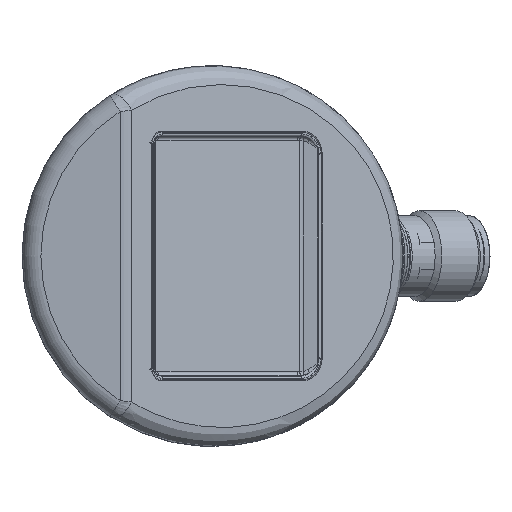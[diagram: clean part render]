
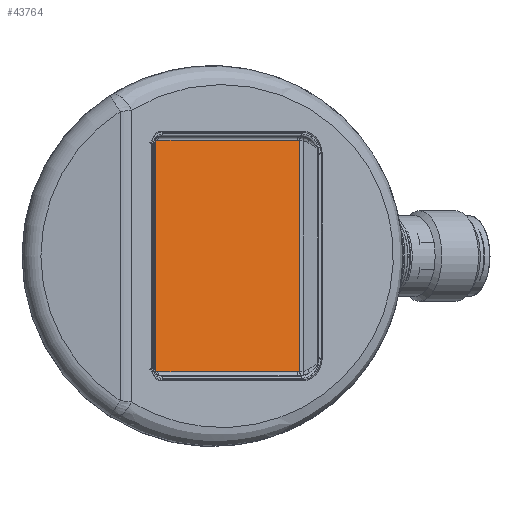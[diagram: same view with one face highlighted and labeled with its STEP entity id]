
A CAD part, front view. The second image highlights one B-rep face of the part: STEP entity #43764.
In plain terms, the highlighted planar face has unit normal (0.5, -0.866, 0).
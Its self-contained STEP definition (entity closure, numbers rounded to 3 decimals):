
#2616=LINE('',#55530,#4754);
#2617=LINE('',#55534,#4755);
#2618=LINE('',#55538,#4756);
#2619=LINE('',#55542,#4757);
#4754=VECTOR('',#48229,1000.);
#4755=VECTOR('',#48232,1000.);
#4756=VECTOR('',#48235,1000.);
#4757=VECTOR('',#48238,1000.);
#6892=ORIENTED_EDGE('',*,*,#16204,.T.);
#6893=ORIENTED_EDGE('',*,*,#16205,.T.);
#6894=ORIENTED_EDGE('',*,*,#16206,.T.);
#6895=ORIENTED_EDGE('',*,*,#16207,.T.);
#6896=ORIENTED_EDGE('',*,*,#16208,.T.);
#6897=ORIENTED_EDGE('',*,*,#16209,.T.);
#6898=ORIENTED_EDGE('',*,*,#16210,.T.);
#6899=ORIENTED_EDGE('',*,*,#16211,.T.);
#16204=EDGE_CURVE('',#20860,#20861,#23944,.F.);
#16205=EDGE_CURVE('',#20861,#20862,#2616,.T.);
#16206=EDGE_CURVE('',#20862,#20863,#23945,.F.);
#16207=EDGE_CURVE('',#20863,#20864,#2617,.T.);
#16208=EDGE_CURVE('',#20864,#20865,#23946,.F.);
#16209=EDGE_CURVE('',#20865,#20866,#2618,.T.);
#16210=EDGE_CURVE('',#20866,#20867,#23947,.F.);
#16211=EDGE_CURVE('',#20867,#20860,#2619,.T.);
#20860=VERTEX_POINT('',#55528);
#20861=VERTEX_POINT('',#55529);
#20862=VERTEX_POINT('',#55531);
#20863=VERTEX_POINT('',#55533);
#20864=VERTEX_POINT('',#55535);
#20865=VERTEX_POINT('',#55537);
#20866=VERTEX_POINT('',#55539);
#20867=VERTEX_POINT('',#55541);
#23944=CIRCLE('',#45643,1.946);
#23945=CIRCLE('',#45644,1.946);
#23946=CIRCLE('',#45645,0.446);
#23947=CIRCLE('',#45646,0.446);
#24759=EDGE_LOOP('',(#6892,#6893,#6894,#6895,#6896,#6897,#6898,#6899));
#26986=FACE_BOUND('',#24759,.T.);
#29216=PLANE('',#45642);
#43764=ADVANCED_FACE('',(#26986),#29216,.F.);
#45642=AXIS2_PLACEMENT_3D('',#55526,#48225,#48226);
#45643=AXIS2_PLACEMENT_3D('',#55527,#48227,#48228);
#45644=AXIS2_PLACEMENT_3D('',#55532,#48230,#48231);
#45645=AXIS2_PLACEMENT_3D('',#55536,#48233,#48234);
#45646=AXIS2_PLACEMENT_3D('',#55540,#48236,#48237);
#48225=DIRECTION('',(-0.5,0.866,0.));
#48226=DIRECTION('',(0.866,0.5,0.));
#48227=DIRECTION('',(-0.5,0.866,0.));
#48228=DIRECTION('',(0.866,0.5,0.));
#48229=DIRECTION('',(0.,0.,1.));
#48230=DIRECTION('',(-0.5,0.866,0.));
#48231=DIRECTION('',(0.866,0.5,0.));
#48232=DIRECTION('',(-0.866,-0.5,0.));
#48233=DIRECTION('',(-0.5,0.866,0.));
#48234=DIRECTION('',(0.866,0.5,0.));
#48235=DIRECTION('',(0.,0.,-1.));
#48236=DIRECTION('',(-0.5,0.866,0.));
#48237=DIRECTION('',(0.866,0.5,0.));
#48238=DIRECTION('',(0.866,0.5,0.));
#55526=CARTESIAN_POINT('',(11.243,-23.119,13.4));
#55527=CARTESIAN_POINT('',(11.243,-23.119,-13.4));
#55528=CARTESIAN_POINT('',(11.243,-23.119,-15.346));
#55529=CARTESIAN_POINT('',(11.526,-22.955,-15.318));
#55530=CARTESIAN_POINT('',(11.526,-22.955,15.252));
#55531=CARTESIAN_POINT('',(11.526,-22.955,15.318));
#55532=CARTESIAN_POINT('',(11.243,-23.119,13.4));
#55533=CARTESIAN_POINT('',(11.243,-23.119,15.346));
#55534=CARTESIAN_POINT('',(-7.203,-33.769,15.346));
#55535=CARTESIAN_POINT('',(-7.203,-33.769,15.346));
#55536=CARTESIAN_POINT('',(-7.203,-33.769,14.9));
#55537=CARTESIAN_POINT('',(-7.589,-33.991,14.9));
#55538=CARTESIAN_POINT('',(-7.589,-33.991,-14.9));
#55539=CARTESIAN_POINT('',(-7.589,-33.991,-14.9));
#55540=CARTESIAN_POINT('',(-7.203,-33.769,-14.9));
#55541=CARTESIAN_POINT('',(-7.203,-33.769,-15.346));
#55542=CARTESIAN_POINT('',(11.243,-23.119,-15.346));
